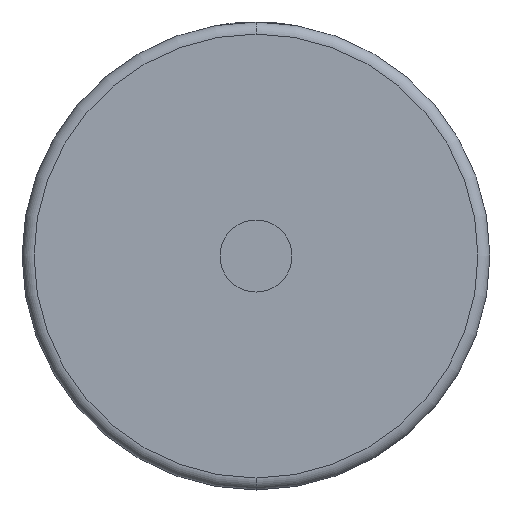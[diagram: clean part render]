
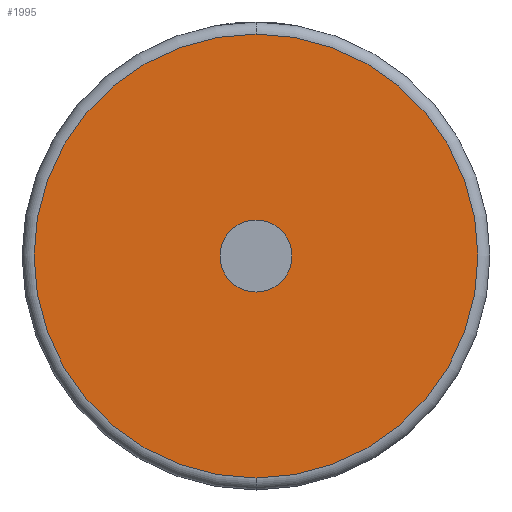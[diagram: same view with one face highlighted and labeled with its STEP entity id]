
A CAD part, front view. The second image highlights one B-rep face of the part: STEP entity #1995.
In plain terms, the highlighted planar face has unit normal (0, -1, 0).
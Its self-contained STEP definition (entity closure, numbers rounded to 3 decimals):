
#1 = AXIS2_PLACEMENT_3D ( 'NONE', #246, #3106, #1101 ) ;
#29 = DIRECTION ( 'NONE',  ( 0., -1., 0. ) ) ;
#39 = CARTESIAN_POINT ( 'NONE',  ( 0., 0., 0. ) ) ;
#52 = CARTESIAN_POINT ( 'NONE',  ( 0., 0., 0. ) ) ;
#129 = CARTESIAN_POINT ( 'NONE',  ( 0., 0., -6. ) ) ;
#205 = CARTESIAN_POINT ( 'NONE',  ( 0., 0., 0. ) ) ;
#246 = CARTESIAN_POINT ( 'NONE',  ( 0., 0., 0. ) ) ;
#325 = VERTEX_POINT ( 'NONE', #1757 ) ;
#415 = ORIENTED_EDGE ( 'NONE', *, *, #3412, .F. ) ;
#432 = AXIS2_PLACEMENT_3D ( 'NONE', #39, #29, #2084 ) ;
#789 = AXIS2_PLACEMENT_3D ( 'NONE', #52, #3237, #3505 ) ;
#916 = CARTESIAN_POINT ( 'NONE',  ( 0., 0., 0. ) ) ;
#1019 = DIRECTION ( 'NONE',  ( 0., -1., 0. ) ) ;
#1078 = EDGE_LOOP ( 'NONE', ( #415, #2955 ) ) ;
#1101 = DIRECTION ( 'NONE',  ( 0., 0., 1. ) ) ;
#1126 = CARTESIAN_POINT ( 'NONE',  ( 0., 0., 37. ) ) ;
#1169 = DIRECTION ( 'NONE',  ( 0., 1., 0. ) ) ;
#1220 = DIRECTION ( 'NONE',  ( 0., 0., 1. ) ) ;
#1328 = ORIENTED_EDGE ( 'NONE', *, *, #2157, .T. ) ;
#1491 = FACE_OUTER_BOUND ( 'NONE', #3347, .T. ) ;
#1557 = VERTEX_POINT ( 'NONE', #2875 ) ;
#1640 = VERTEX_POINT ( 'NONE', #1126 ) ;
#1660 = AXIS2_PLACEMENT_3D ( 'NONE', #205, #1019, #2293 ) ;
#1674 = CIRCLE ( 'NONE', #432, 6. ) ;
#1757 = CARTESIAN_POINT ( 'NONE',  ( 0., 0., 6. ) ) ;
#1969 = ORIENTED_EDGE ( 'NONE', *, *, #3289, .T. ) ;
#1995 = ADVANCED_FACE ( 'NONE', ( #1491, #2104 ), #3556, .F. ) ;
#2084 = DIRECTION ( 'NONE',  ( 0., 0., 1. ) ) ;
#2104 = FACE_BOUND ( 'NONE', #1078, .T. ) ;
#2108 = CIRCLE ( 'NONE', #789, 6. ) ;
#2157 = EDGE_CURVE ( 'NONE', #1640, #1557, #3330, .T. ) ;
#2293 = DIRECTION ( 'NONE',  ( 0., 0., 1. ) ) ;
#2400 = VERTEX_POINT ( 'NONE', #129 ) ;
#2602 = EDGE_CURVE ( 'NONE', #2400, #325, #1674, .T. ) ;
#2845 = CIRCLE ( 'NONE', #1660, 37. ) ;
#2875 = CARTESIAN_POINT ( 'NONE',  ( 0., 0., -37. ) ) ;
#2955 = ORIENTED_EDGE ( 'NONE', *, *, #2602, .F. ) ;
#3085 = AXIS2_PLACEMENT_3D ( 'NONE', #916, #1169, #1220 ) ;
#3106 = DIRECTION ( 'NONE',  ( 0., -1., 0. ) ) ;
#3237 = DIRECTION ( 'NONE',  ( 0., -1., 0. ) ) ;
#3289 = EDGE_CURVE ( 'NONE', #1557, #1640, #2845, .T. ) ;
#3330 = CIRCLE ( 'NONE', #1, 37. ) ;
#3347 = EDGE_LOOP ( 'NONE', ( #1328, #1969 ) ) ;
#3412 = EDGE_CURVE ( 'NONE', #325, #2400, #2108, .T. ) ;
#3505 = DIRECTION ( 'NONE',  ( 0., 0., 1. ) ) ;
#3556 = PLANE ( 'NONE',  #3085 ) ;
